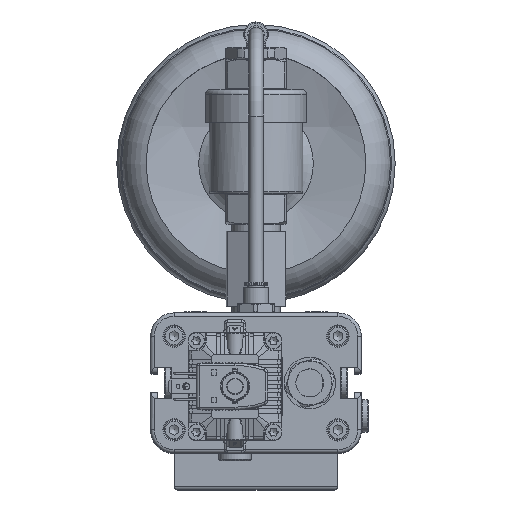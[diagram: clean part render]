
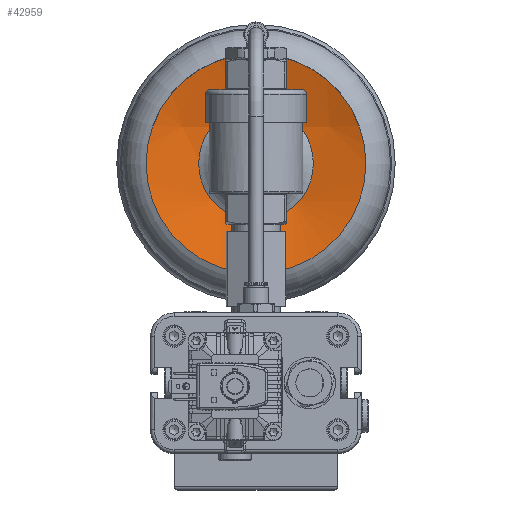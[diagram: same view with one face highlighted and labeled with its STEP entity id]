
A CAD part, top view. The second image highlights one B-rep face of the part: STEP entity #42959.
In plain terms, the highlighted spherical face has radius 137.607 mm.
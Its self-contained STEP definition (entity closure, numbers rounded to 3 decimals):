
#85=SPHERICAL_SURFACE('',#46472,137.607);
#3730=FACE_OUTER_BOUND('',#6255,.T.);
#6255=EDGE_LOOP('',(#33977,#33978));
#8686=CIRCLE('',#46469,46.972);
#8687=CIRCLE('',#46470,46.972);
#18996=VERTEX_POINT('',#73318);
#18997=VERTEX_POINT('',#73319);
#24387=EDGE_CURVE('',#18996,#18997,#8686,.T.);
#24388=EDGE_CURVE('',#18997,#18996,#8687,.T.);
#33977=ORIENTED_EDGE('',*,*,#24387,.T.);
#33978=ORIENTED_EDGE('',*,*,#24388,.T.);
#42959=ADVANCED_FACE('',(#3730),#85,.T.);
#46469=AXIS2_PLACEMENT_3D('',#73320,#55125,#55126);
#46470=AXIS2_PLACEMENT_3D('',#73321,#55127,#55128);
#46472=AXIS2_PLACEMENT_3D('',#73323,#55131,#55132);
#55125=DIRECTION('center_axis',(0.,0.,
-1.));
#55126=DIRECTION('ref_axis',(1.,0.,0.));
#55127=DIRECTION('center_axis',(0.,0.,
-1.));
#55128=DIRECTION('ref_axis',(1.,0.,0.));
#55131=DIRECTION('center_axis',(0.,-1.,0.));
#55132=DIRECTION('ref_axis',(0.,0.,
-1.));
#73318=CARTESIAN_POINT('',(46.972,94.,-134.587));
#73319=CARTESIAN_POINT('',(0.,47.028,-134.587));
#73320=CARTESIAN_POINT('Origin',(0.,94.,-134.587));
#73321=CARTESIAN_POINT('Origin',(0.,94.,-134.587));
#73323=CARTESIAN_POINT('Origin',(0.,94.,
-5.245));
